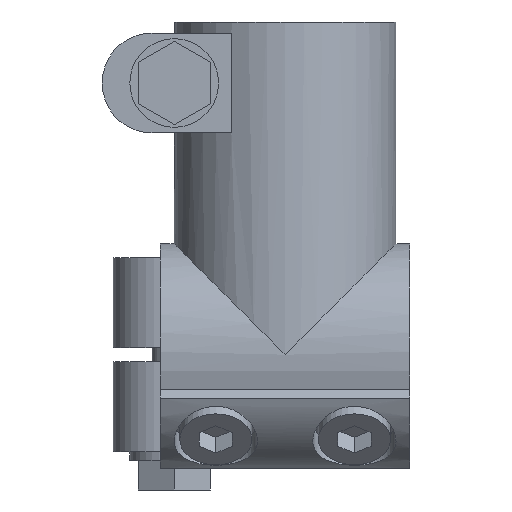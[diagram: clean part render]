
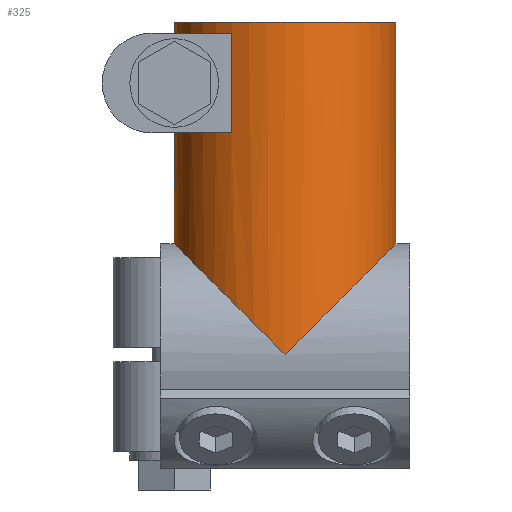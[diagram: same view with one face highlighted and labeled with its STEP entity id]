
A CAD part, left-side view. The second image highlights one B-rep face of the part: STEP entity #325.
In plain terms, the highlighted cylindrical face has radius 20 mm (diameter 40 mm), a full revolution.
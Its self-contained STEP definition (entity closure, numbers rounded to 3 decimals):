
#325 = ADVANCED_FACE( '', ( #755, #756 ), #757, .T. );
#755 = FACE_OUTER_BOUND( '', #1305, .T. );
#756 = FACE_OUTER_BOUND( '', #1306, .T. );
#757 = CYLINDRICAL_SURFACE( '', #1307, 20. );
#1305 = EDGE_LOOP( '', ( #2251, #2252, #2253 ) );
#1306 = EDGE_LOOP( '', ( #2254, #2255, #2256, #2257, #2258, #2259, #2260, #2261, #2262, #2263, #2264, #2265 ) );
#1307 = AXIS2_PLACEMENT_3D( '', #2266, #2267, #2268 );
#2251 = ORIENTED_EDGE( '', *, *, #3327, .T. );
#2252 = ORIENTED_EDGE( '', *, *, #3358, .T. );
#2253 = ORIENTED_EDGE( '', *, *, #3359, .T. );
#2254 = ORIENTED_EDGE( '', *, *, #3024, .T. );
#2255 = ORIENTED_EDGE( '', *, *, #3230, .T. );
#2256 = ORIENTED_EDGE( '', *, *, #3030, .F. );
#2257 = ORIENTED_EDGE( '', *, *, #3360, .F. );
#2258 = ORIENTED_EDGE( '', *, *, #3308, .F. );
#2259 = ORIENTED_EDGE( '', *, *, #3228, .T. );
#2260 = ORIENTED_EDGE( '', *, *, #3361, .F. );
#2261 = ORIENTED_EDGE( '', *, *, #3221, .T. );
#2262 = ORIENTED_EDGE( '', *, *, #3362, .F. );
#2263 = ORIENTED_EDGE( '', *, *, #3135, .T. );
#2264 = ORIENTED_EDGE( '', *, *, #3363, .F. );
#2265 = ORIENTED_EDGE( '', *, *, #3223, .T. );
#2266 = CARTESIAN_POINT( '', ( 0., 22.5, 0. ) );
#2267 = DIRECTION( '', ( 0., 0., 1. ) );
#2268 = DIRECTION( '', ( -1., 0., 0. ) );
#3024 = EDGE_CURVE( '', #3564, #3562, #3565, .T. );
#3030 = EDGE_CURVE( '', #3573, #3574, #3575, .T. );
#3135 = EDGE_CURVE( '', #3753, #3754, #3755, .F. );
#3221 = EDGE_CURVE( '', #3898, #3896, #3899, .F. );
#3223 = EDGE_CURVE( '', #3892, #3564, #3901, .F. );
#3228 = EDGE_CURVE( '', #3907, #3905, #3908, .T. );
#3230 = EDGE_CURVE( '', #3562, #3574, #3910, .T. );
#3308 = EDGE_CURVE( '', #3907, #4038, #4039, .T. );
#3327 = EDGE_CURVE( '', #4063, #4066, #4068, .F. );
#3358 = EDGE_CURVE( '', #4066, #4108, #4109, .T. );
#3359 = EDGE_CURVE( '', #4108, #4063, #4110, .F. );
#3360 = EDGE_CURVE( '', #4038, #3573, #4111, .F. );
#3361 = EDGE_CURVE( '', #3898, #3905, #4112, .T. );
#3362 = EDGE_CURVE( '', #3753, #3896, #4113, .T. );
#3363 = EDGE_CURVE( '', #3892, #3754, #4114, .T. );
#3562 = VERTEX_POINT( '', #4356 );
#3564 = VERTEX_POINT( '', #4359 );
#3565 = CIRCLE( '', #4360, 20. );
#3573 = VERTEX_POINT( '', #4369 );
#3574 = VERTEX_POINT( '', #4370 );
#3575 = CIRCLE( '', #4371, 20. );
#3753 = VERTEX_POINT( '', #4676 );
#3754 = VERTEX_POINT( '', #4677 );
#3755 = LINE( '', #4678, #4679 );
#3892 = VERTEX_POINT( '', #4890 );
#3896 = VERTEX_POINT( '', #4895 );
#3898 = VERTEX_POINT( '', #4898 );
#3899 = LINE( '', #4899, #4900 );
#3901 = LINE( '', #4903, #4904 );
#3905 = VERTEX_POINT( '', #4908 );
#3907 = VERTEX_POINT( '', #4911 );
#3908 = LINE( '', #4912, #4913 );
#3910 = LINE( '', #4916, #4917 );
#4038 = VERTEX_POINT( '', #5124 );
#4039 = CIRCLE( '', #5125, 20. );
#4063 = VERTEX_POINT( '', #5155 );
#4066 = VERTEX_POINT( '', #5158 );
#4068 = ELLIPSE( '', #5160, 28.284, 20. );
#4108 = VERTEX_POINT( '', #5211 );
#4109 = ELLIPSE( '', #5212, 28.284, 20. );
#4110 = ELLIPSE( '', #5213, 28.284, 20. );
#4111 = LINE( '', #5214, #5215 );
#4112 = CIRCLE( '', #5216, 20. );
#4113 = CIRCLE( '', #5217, 20. );
#4114 = CIRCLE( '', #5218, 20. );
#4356 = CARTESIAN_POINT( '', ( -1.25, 42.461, 60. ) );
#4359 = CARTESIAN_POINT( '', ( 1.25, 42.461, 60. ) );
#4360 = AXIS2_PLACEMENT_3D( '', #5830, #5831, #5832 );
#4369 = CARTESIAN_POINT( '', ( -17.5, 32.182, 58. ) );
#4370 = CARTESIAN_POINT( '', ( -1.25, 42.461, 58. ) );
#4371 = AXIS2_PLACEMENT_3D( '', #5840, #5841, #5842 );
#4676 = CARTESIAN_POINT( '', ( 17.5, 32.182, 40. ) );
#4677 = CARTESIAN_POINT( '', ( 17.5, 32.182, 58. ) );
#4678 = CARTESIAN_POINT( '', ( 17.5, 32.182, 0. ) );
#4679 = VECTOR( '', #5944, 1000. );
#4890 = CARTESIAN_POINT( '', ( 1.25, 42.461, 58. ) );
#4895 = CARTESIAN_POINT( '', ( 1.25, 42.461, 40. ) );
#4898 = CARTESIAN_POINT( '', ( 1.25, 42.461, 30. ) );
#4899 = CARTESIAN_POINT( '', ( 1.25, 42.461, 0. ) );
#4900 = VECTOR( '', #6036, 1000. );
#4903 = CARTESIAN_POINT( '', ( 1.25, 42.461, 0. ) );
#4904 = VECTOR( '', #6038, 1000. );
#4908 = CARTESIAN_POINT( '', ( -1.25, 42.461, 30. ) );
#4911 = CARTESIAN_POINT( '', ( -1.25, 42.461, 40. ) );
#4912 = CARTESIAN_POINT( '', ( -1.25, 42.461, 0. ) );
#4913 = VECTOR( '', #6043, 1000. );
#4916 = CARTESIAN_POINT( '', ( -1.25, 42.461, 0. ) );
#4917 = VECTOR( '', #6045, 1000. );
#5124 = CARTESIAN_POINT( '', ( -17.5, 32.182, 40. ) );
#5125 = AXIS2_PLACEMENT_3D( '', #6125, #6126, #6127 );
#5155 = CARTESIAN_POINT( '', ( 14.142, 8.358, 14.142 ) );
#5158 = CARTESIAN_POINT( '', ( 14.142, 36.642, 14.142 ) );
#5160 = AXIS2_PLACEMENT_3D( '', #6158, #6159, #6160 );
#5211 = CARTESIAN_POINT( '', ( -20., 22.5, 0. ) );
#5212 = AXIS2_PLACEMENT_3D( '', #6205, #6206, #6207 );
#5213 = AXIS2_PLACEMENT_3D( '', #6208, #6209, #6210 );
#5214 = CARTESIAN_POINT( '', ( -17.5, 32.182, 0. ) );
#5215 = VECTOR( '', #6211, 1000. );
#5216 = AXIS2_PLACEMENT_3D( '', #6212, #6213, #6214 );
#5217 = AXIS2_PLACEMENT_3D( '', #6215, #6216, #6217 );
#5218 = AXIS2_PLACEMENT_3D( '', #6218, #6219, #6220 );
#5830 = CARTESIAN_POINT( '', ( 0., 22.5, 60. ) );
#5831 = DIRECTION( '', ( 0., 0., -1. ) );
#5832 = DIRECTION( '', ( -1., 0., 0. ) );
#5840 = CARTESIAN_POINT( '', ( 0., 22.5, 58. ) );
#5841 = DIRECTION( '', ( 0., 0., -1. ) );
#5842 = DIRECTION( '', ( -1., 0., 0. ) );
#5944 = DIRECTION( '', ( 0., 0., -1. ) );
#6036 = DIRECTION( '', ( 0., 0., -1. ) );
#6038 = DIRECTION( '', ( 0., 0., -1. ) );
#6043 = DIRECTION( '', ( 0., 0., -1. ) );
#6045 = DIRECTION( '', ( 0., 0., -1. ) );
#6125 = CARTESIAN_POINT( '', ( 0., 22.5, 40. ) );
#6126 = DIRECTION( '', ( 0., 0., 1. ) );
#6127 = DIRECTION( '', ( 1., 0., 0. ) );
#6158 = CARTESIAN_POINT( '', ( 0., 22.5, 0. ) );
#6159 = DIRECTION( '', ( 0.707, 0., -0.707 ) );
#6160 = DIRECTION( '', ( 0.707, 0., 0.707 ) );
#6205 = CARTESIAN_POINT( '', ( 0., 22.5, 0. ) );
#6206 = DIRECTION( '', ( 0., -0.707, 0.707 ) );
#6207 = DIRECTION( '', ( 0., -0.707, -0.707 ) );
#6208 = CARTESIAN_POINT( '', ( 0., 22.5, 0. ) );
#6209 = DIRECTION( '', ( 0., -0.707, -0.707 ) );
#6210 = DIRECTION( '', ( 0., -0.707, 0.707 ) );
#6211 = DIRECTION( '', ( 0., 0., -1. ) );
#6212 = CARTESIAN_POINT( '', ( 0., 22.5, 30. ) );
#6213 = DIRECTION( '', ( 0., 0., 1. ) );
#6214 = DIRECTION( '', ( 1., 0., 0. ) );
#6215 = CARTESIAN_POINT( '', ( 0., 22.5, 40. ) );
#6216 = DIRECTION( '', ( 0., 0., 1. ) );
#6217 = DIRECTION( '', ( 1., 0., 0. ) );
#6218 = CARTESIAN_POINT( '', ( 0., 22.5, 58. ) );
#6219 = DIRECTION( '', ( 0., 0., -1. ) );
#6220 = DIRECTION( '', ( -1., 0., 0. ) );
